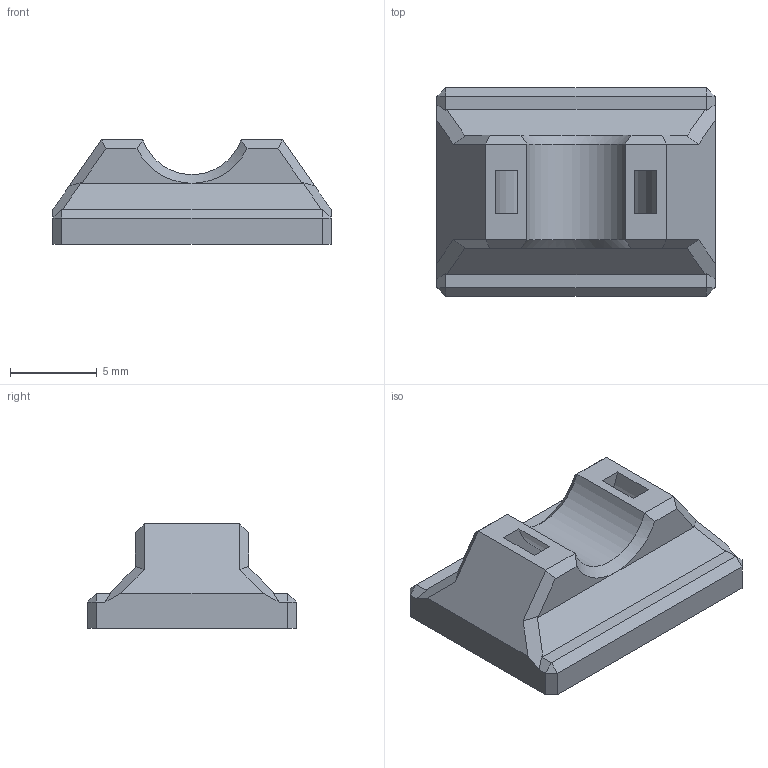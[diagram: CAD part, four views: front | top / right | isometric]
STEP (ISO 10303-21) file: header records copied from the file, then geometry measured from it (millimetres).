
FILE_DESCRIPTION(/* description */ (''),/* implementation_level */ '2;1');
FILE_NAME(/* name */ 'ZipTie_Anchor.step',/* time_stamp */ '2022-05-21T20:35:08-07:00',/* author */ (''),/* organization */ (''),/* preprocessor_version */ 'ST-DEVELOPER v18.1',/* originating_system */ 'Autodesk Translation Framework v10.14.0.1471',/* authorisation */ '');
FILE_SCHEMA (('AUTOMOTIVE_DESIGN { 1 0 10303 214 3 1 1 }'));
Length unit declared in the file: millimetre
Products named in the file (1): ZipTie_Anchor
Bounding box: 16 x 12 x 6 mm (x, y, z)
Volume: 664.2 mm3; surface area: 648.3 mm2
Topology: 1 solids, 1 shells, 50 faces, 122 edges, 74 vertices
Faces by surface type: plane 45, cylinder 3, cone 2
Entity records: 1461 total; most frequent: CARTESIAN_POINT 259, ORIENTED_EDGE 244, DIRECTION 230, EDGE_CURVE 122, LINE 108, VECTOR 108, VERTEX_POINT 74, AXIS2_PLACEMENT_3D 61
